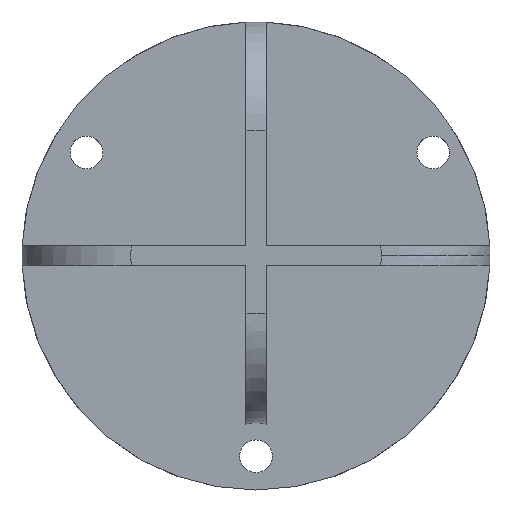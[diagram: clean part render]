
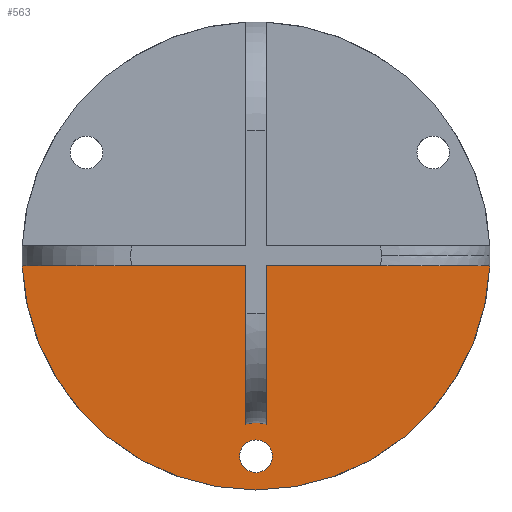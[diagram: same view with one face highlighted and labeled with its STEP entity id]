
A CAD part, top view. The second image highlights one B-rep face of the part: STEP entity #563.
In plain terms, the highlighted planar face has unit normal (0, 0, 1).
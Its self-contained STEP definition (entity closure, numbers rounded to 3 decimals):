
#25 = LINE ( 'NONE', #342, #123 ) ;
#29 = ORIENTED_EDGE ( 'NONE', *, *, #747, .T. ) ;
#38 = VERTEX_POINT ( 'NONE', #405 ) ;
#43 = VERTEX_POINT ( 'NONE', #915 ) ;
#55 = VERTEX_POINT ( 'NONE', #930 ) ;
#57 = AXIS2_PLACEMENT_3D ( 'NONE', #754, #59, #837 ) ;
#59 = DIRECTION ( 'NONE',  ( 0., 0., -1. ) ) ;
#88 = FACE_BOUND ( 'NONE', #871, .T. ) ;
#101 = CARTESIAN_POINT ( 'NONE',  ( 2.065, -19.427, 2. ) ) ;
#113 = ORIENTED_EDGE ( 'NONE', *, *, #959, .F. ) ;
#123 = VECTOR ( 'NONE', #652, 1000. ) ;
#127 = EDGE_CURVE ( 'NONE', #659, #55, #254, .T. ) ;
#157 = EDGE_CURVE ( 'NONE', #38, #723, #25, .T. ) ;
#176 = AXIS2_PLACEMENT_3D ( 'NONE', #735, #514, #680 ) ;
#188 = DIRECTION ( 'NONE',  ( 1., 0., 0. ) ) ;
#189 = AXIS2_PLACEMENT_3D ( 'NONE', #787, #675, #188 ) ;
#195 = CARTESIAN_POINT ( 'NONE',  ( -18.494, -4.887, 2. ) ) ;
#243 = ORIENTED_EDGE ( 'NONE', *, *, #812, .F. ) ;
#254 = LINE ( 'NONE', #101, #495 ) ;
#255 = FACE_OUTER_BOUND ( 'NONE', #689, .T. ) ;
#262 = DIRECTION ( 'NONE',  ( 1., 0., 0. ) ) ;
#271 = CARTESIAN_POINT ( 'NONE',  ( 3.907, -4.887, 2. ) ) ;
#283 = DIRECTION ( 'NONE',  ( 1., 0., 0. ) ) ;
#307 = VECTOR ( 'NONE', #283, 1000. ) ;
#328 = LINE ( 'NONE', #802, #703 ) ;
#342 = CARTESIAN_POINT ( 'NONE',  ( 3.907, -19.427, 2. ) ) ;
#358 = CARTESIAN_POINT ( 'NONE',  ( 2.986, -3.966, 2. ) ) ;
#391 = DIRECTION ( 'NONE',  ( 1., 0., 0. ) ) ;
#402 = CIRCLE ( 'NONE', #57, 3.08 ) ;
#405 = CARTESIAN_POINT ( 'NONE',  ( 3.907, -19.427, 2. ) ) ;
#426 = ORIENTED_EDGE ( 'NONE', *, *, #897, .F. ) ;
#427 = EDGE_CURVE ( 'NONE', #945, #762, #682, .T. ) ;
#474 = DIRECTION ( 'NONE',  ( 1., 0., 0. ) ) ;
#486 = PLANE ( 'NONE',  #189 ) ;
#495 = VECTOR ( 'NONE', #579, 1000. ) ;
#497 = ORIENTED_EDGE ( 'NONE', *, *, #670, .F. ) ;
#514 = DIRECTION ( 'NONE',  ( 0., 0., 1. ) ) ;
#519 = CARTESIAN_POINT ( 'NONE',  ( 3.907, -4.887, 2. ) ) ;
#525 = CARTESIAN_POINT ( 'NONE',  ( 2.065, -4.887, 2. ) ) ;
#528 = AXIS2_PLACEMENT_3D ( 'NONE', #999, #859, #391 ) ;
#544 = CARTESIAN_POINT ( 'NONE',  ( 1.486, -22.366, 2. ) ) ;
#563 = ADVANCED_FACE ( 'NONE', ( #255, #88 ), #486, .T. ) ;
#568 = VERTEX_POINT ( 'NONE', #195 ) ;
#579 = DIRECTION ( 'NONE',  ( 0., -1., 0. ) ) ;
#616 = ORIENTED_EDGE ( 'NONE', *, *, #157, .F. ) ;
#629 = CIRCLE ( 'NONE', #176, 1.5 ) ;
#652 = DIRECTION ( 'NONE',  ( 0., 1., 0. ) ) ;
#659 = VERTEX_POINT ( 'NONE', #525 ) ;
#670 = EDGE_CURVE ( 'NONE', #723, #43, #883, .T. ) ;
#673 = AXIS2_PLACEMENT_3D ( 'NONE', #358, #850, #474 ) ;
#675 = DIRECTION ( 'NONE',  ( 0., 0., 1. ) ) ;
#680 = DIRECTION ( 'NONE',  ( 1., 0., 0. ) ) ;
#682 = CIRCLE ( 'NONE', #528, 1.5 ) ;
#689 = EDGE_LOOP ( 'NONE', ( #497, #616, #113, #881, #243, #29 ) ) ;
#703 = VECTOR ( 'NONE', #262, 1000. ) ;
#723 = VERTEX_POINT ( 'NONE', #271 ) ;
#735 = CARTESIAN_POINT ( 'NONE',  ( 2.986, -22.366, 2. ) ) ;
#747 = EDGE_CURVE ( 'NONE', #568, #43, #962, .T. ) ;
#754 = CARTESIAN_POINT ( 'NONE',  ( 2.986, -22.366, 2. ) ) ;
#762 = VERTEX_POINT ( 'NONE', #774 ) ;
#774 = CARTESIAN_POINT ( 'NONE',  ( 4.486, -22.366, 2. ) ) ;
#787 = CARTESIAN_POINT ( 'NONE',  ( 0., 0., 2. ) ) ;
#802 = CARTESIAN_POINT ( 'NONE',  ( -18.494, -4.887, 2. ) ) ;
#812 = EDGE_CURVE ( 'NONE', #568, #659, #328, .T. ) ;
#837 = DIRECTION ( 'NONE',  ( 1., 0., 0. ) ) ;
#850 = DIRECTION ( 'NONE',  ( 0., 0., 1. ) ) ;
#859 = DIRECTION ( 'NONE',  ( 0., 0., 1. ) ) ;
#871 = EDGE_LOOP ( 'NONE', ( #992, #426 ) ) ;
#881 = ORIENTED_EDGE ( 'NONE', *, *, #127, .F. ) ;
#883 = LINE ( 'NONE', #519, #307 ) ;
#897 = EDGE_CURVE ( 'NONE', #762, #945, #629, .T. ) ;
#915 = CARTESIAN_POINT ( 'NONE',  ( 24.466, -4.887, 2. ) ) ;
#930 = CARTESIAN_POINT ( 'NONE',  ( 2.065, -19.427, 2. ) ) ;
#945 = VERTEX_POINT ( 'NONE', #544 ) ;
#959 = EDGE_CURVE ( 'NONE', #55, #38, #402, .T. ) ;
#962 = CIRCLE ( 'NONE', #673, 21.5 ) ;
#992 = ORIENTED_EDGE ( 'NONE', *, *, #427, .F. ) ;
#999 = CARTESIAN_POINT ( 'NONE',  ( 2.986, -22.366, 2. ) ) ;
